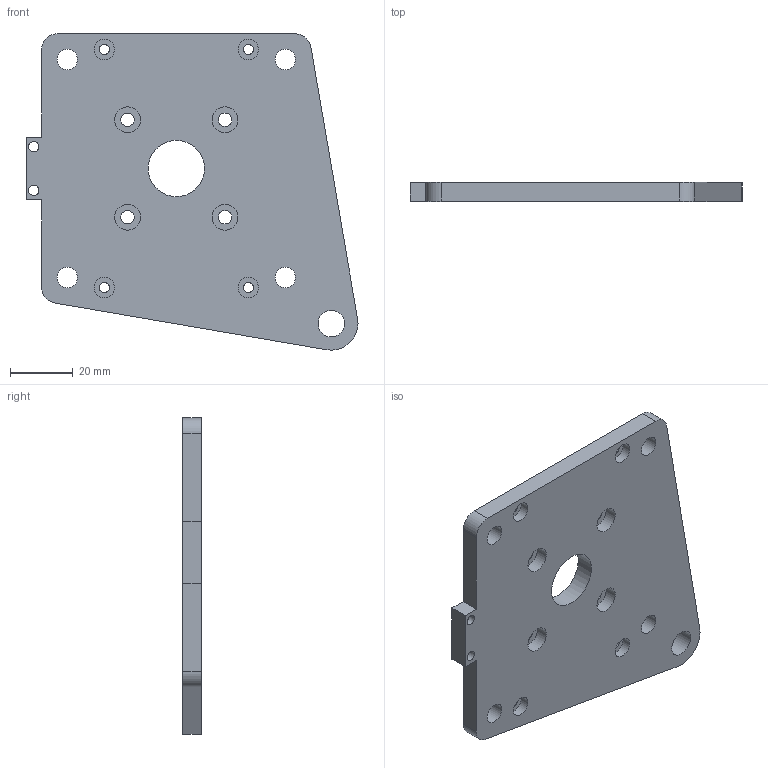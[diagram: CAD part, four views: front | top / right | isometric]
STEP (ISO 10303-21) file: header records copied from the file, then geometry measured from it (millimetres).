
FILE_DESCRIPTION(/* description */ ('STEP AP242','CAx-IF Rec.Pracs.---Representation and Presentation of Product Manufacturing Information (PMI)---4.0---2014-10-13','CAx-IF Rec.Pracs.---3D Tessellated Geometry---0.4---2014-09-14','2;1'),/* implementation_level */ '2;1');
FILE_NAME(/* name */ 'Assembly 1 - Part 3 (1)',/* time_stamp */ '2025-02-09T17:05:57Z',/* author */ (''),/* organization */ (''),/* preprocessor_version */ 'ST-DEVELOPER v20',/* originating_system */ 'ONSHAPE BY PTC INC, 1.193',/* authorisation */ ' ');
FILE_SCHEMA (('AP242_MANAGED_MODEL_BASED_3D_ENGINEERING_MIM_LF { 1 0 10303 442 1 1 4 }'));
Length unit declared in the file: metre
Products named in the file (1): Part 3
Bounding box: 106 x 6 x 101 mm (x, y, z)
Volume: 48711.1 mm3; surface area: 20806.5 mm2
Topology: 1 solids, 1 shells, 46 faces, 108 edges, 72 vertices
Faces by surface type: cylinder 28, plane 18
Full cylindrical faces by diameter (mm): 3.2 x4, 3.3 x2, 4.3 x4, 6.5 x8, 8.25 x4, 8.5 x1, 18 x1
Entity records: 1314 total; most frequent: DIRECTION 234, CARTESIAN_POINT 203, ORIENTED_EDGE 168, EDGE_LOOP 110, FACE_BOUND 110, AXIS2_PLACEMENT_3D 103, EDGE_CURVE 84, VERTEX_POINT 72
